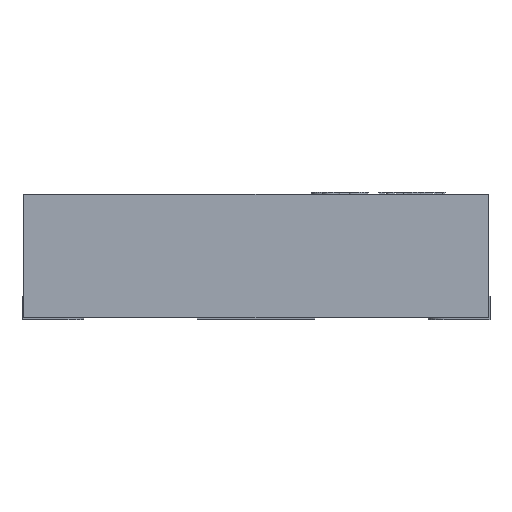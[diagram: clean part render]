
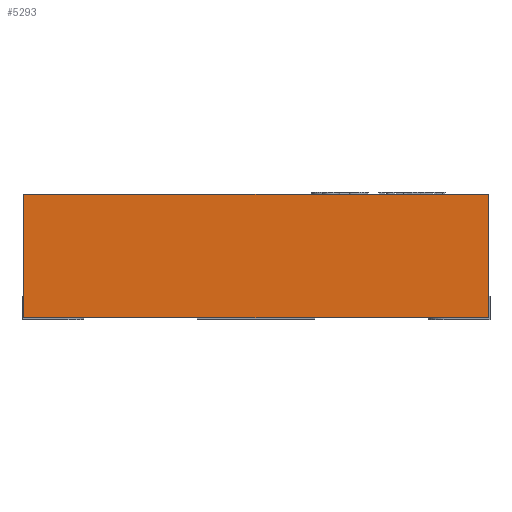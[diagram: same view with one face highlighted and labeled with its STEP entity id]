
A CAD part, front view. The second image highlights one B-rep face of the part: STEP entity #5293.
In plain terms, the highlighted planar face has unit normal (0, -1, 0).
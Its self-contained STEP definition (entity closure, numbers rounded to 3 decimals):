
#380 = DIRECTION ( 'NONE',  ( 1., 0., 0. ) ) ;
#431 = EDGE_CURVE ( 'NONE', #8018, #15410, #13873, .T. ) ;
#840 = CARTESIAN_POINT ( 'NONE',  ( -1.5, -1., 0.01 ) ) ;
#952 = PLANE ( 'NONE',  #7218 ) ;
#1082 = VECTOR ( 'NONE', #380, 1000. ) ;
#1899 = ORIENTED_EDGE ( 'NONE', *, *, #14798, .F. ) ;
#2221 = ORIENTED_EDGE ( 'NONE', *, *, #431, .F. ) ;
#2370 = DIRECTION ( 'NONE',  ( 0., 0., -1. ) ) ;
#4001 = VERTEX_POINT ( 'NONE', #5698 ) ;
#4713 = FACE_OUTER_BOUND ( 'NONE', #12624, .T. ) ;
#5293 = ADVANCED_FACE ( 'NONE', ( #4713 ), #952, .F. ) ;
#5341 = CARTESIAN_POINT ( 'NONE',  ( -1.5, -1., 0.81 ) ) ;
#5351 = LINE ( 'NONE', #10475, #15443 ) ;
#5698 = CARTESIAN_POINT ( 'NONE',  ( -1.5, -1., 0.81 ) ) ;
#6043 = ORIENTED_EDGE ( 'NONE', *, *, #12885, .T. ) ;
#6154 = CARTESIAN_POINT ( 'NONE',  ( 1.5, -1., 0.81 ) ) ;
#6699 = DIRECTION ( 'NONE',  ( 0., 0., -1. ) ) ;
#7218 = AXIS2_PLACEMENT_3D ( 'NONE', #16197, #16535, #15193 ) ;
#8018 = VERTEX_POINT ( 'NONE', #9965 ) ;
#8111 = EDGE_CURVE ( 'NONE', #4001, #15456, #5351, .T. ) ;
#9274 = CARTESIAN_POINT ( 'NONE',  ( -1.5, -1., 0.01 ) ) ;
#9555 = CARTESIAN_POINT ( 'NONE',  ( 1.5, -1., 0.01 ) ) ;
#9639 = LINE ( 'NONE', #840, #14750 ) ;
#9965 = CARTESIAN_POINT ( 'NONE',  ( 1.5, -1., 0.81 ) ) ;
#10329 = ORIENTED_EDGE ( 'NONE', *, *, #8111, .T. ) ;
#10475 = CARTESIAN_POINT ( 'NONE',  ( -1.5, -1., 0.81 ) ) ;
#10549 = LINE ( 'NONE', #5341, #1082 ) ;
#12624 = EDGE_LOOP ( 'NONE', ( #6043, #2221, #1899, #10329 ) ) ;
#12885 = EDGE_CURVE ( 'NONE', #15456, #15410, #9639, .T. ) ;
#13873 = LINE ( 'NONE', #6154, #15555 ) ;
#14750 = VECTOR ( 'NONE', #14763, 1000. ) ;
#14763 = DIRECTION ( 'NONE',  ( 1., 0., 0. ) ) ;
#14798 = EDGE_CURVE ( 'NONE', #4001, #8018, #10549, .T. ) ;
#15193 = DIRECTION ( 'NONE',  ( 0., 0., 1. ) ) ;
#15410 = VERTEX_POINT ( 'NONE', #9555 ) ;
#15443 = VECTOR ( 'NONE', #6699, 1000. ) ;
#15456 = VERTEX_POINT ( 'NONE', #9274 ) ;
#15555 = VECTOR ( 'NONE', #2370, 1000. ) ;
#16197 = CARTESIAN_POINT ( 'NONE',  ( -1.5, -1., 0.81 ) ) ;
#16535 = DIRECTION ( 'NONE',  ( 0., 1., 0. ) ) ;
